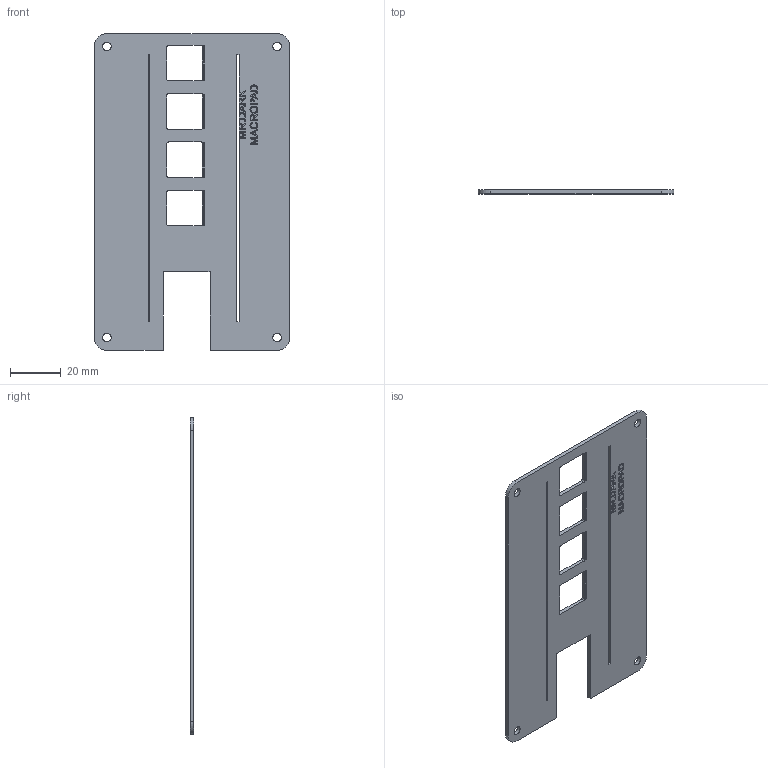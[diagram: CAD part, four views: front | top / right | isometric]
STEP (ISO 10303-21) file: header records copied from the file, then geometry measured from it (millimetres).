
FILE_DESCRIPTION(/* description */ (''),/* implementation_level */ '2;1');
FILE_NAME(/* name */ 'simple hack pad top.step',/* time_stamp */ '2025-12-22T21:52:39+05:30',/* author */ (''),/* organization */ (''),/* preprocessor_version */ 'ST-DEVELOPER v20.1',/* originating_system */ 'Autodesk Translation Framework v14.21.0.0',/* authorisation */ '');
FILE_SCHEMA (('AUTOMOTIVE_DESIGN { 1 0 10303 214 3 1 1 }'));
Length unit declared in the file: millimetre
Products named in the file (1): 2025-12-17-19-44-27-115
Bounding box: 77.15 x 1.5 x 124.78 mm (x, y, z)
Volume: 12002.5 mm3; surface area: 18003.4 mm2
Topology: 1 solids, 1 shells, 618 faces, 1734 edges, 1156 vertices
Faces by surface type: plane 334, bspline 260, cylinder 24
Full cylindrical faces by diameter (mm): 3.4 x4
Entity records: 22232 total; most frequent: CARTESIAN_POINT 7960, ORIENTED_EDGE 3468, DIRECTION 1973, EDGE_CURVE 1734, LINE 1159, VECTOR 1159, VERTEX_POINT 1156, EDGE_LOOP 684
